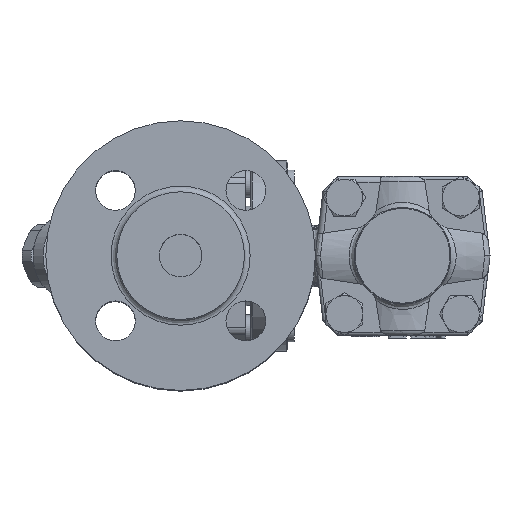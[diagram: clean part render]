
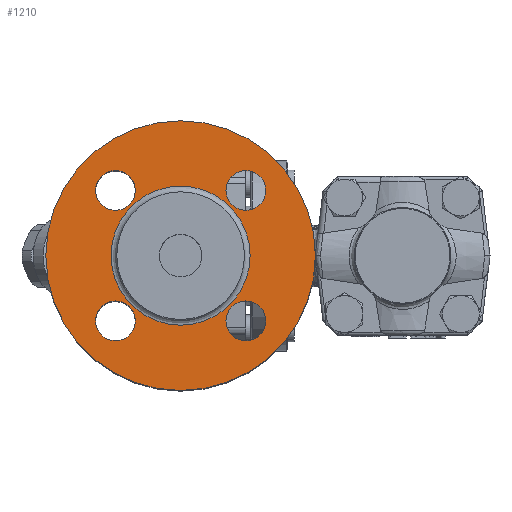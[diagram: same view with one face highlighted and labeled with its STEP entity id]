
A CAD part, top view. The second image highlights one B-rep face of the part: STEP entity #1210.
In plain terms, the highlighted planar face has unit normal (0, 0, 1).
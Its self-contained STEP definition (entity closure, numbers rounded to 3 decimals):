
#1064=CARTESIAN_POINT('',(-30.7,0.0,59.5));
#1065=VERTEX_POINT('',#1064);
#1066=CARTESIAN_POINT('',(-78.2,0.0,59.5));
#1067=DIRECTION('',(0.,0.0,1.0));
#1068=DIRECTION('',(1.0,0.0,0.));
#1069=AXIS2_PLACEMENT_3D('',#1066,#1067,#1068);
#1070=CIRCLE('',#1069,47.5);
#1071=EDGE_CURVE('',#1065,#1065,#1070,.T.);
#1132=CARTESIAN_POINT('',(-53.7,0.0,59.5));
#1133=VERTEX_POINT('',#1132);
#1134=CARTESIAN_POINT('',(-78.2,0.0,59.5));
#1135=DIRECTION('',(0.,0.0,1.0));
#1136=DIRECTION('',(-1.0,0.,0.));
#1137=AXIS2_PLACEMENT_3D('',#1134,#1135,#1136);
#1138=CIRCLE('',#1137,24.5);
#1139=EDGE_CURVE('',#1133,#1133,#1138,.T.);
#1155=CARTESIAN_POINT('',(-43.2,0.0,59.5));
#1156=DIRECTION('',(0.,0.0,1.0));
#1157=DIRECTION('',(1.0,0.0,0.));
#1158=AXIS2_PLACEMENT_3D('',#1155,#1156,#1157);
#1159=PLANE('',#1158);
#1160=ORIENTED_EDGE('',*,*,#1071,.T.);
#1161=EDGE_LOOP('',(#1160));
#1162=FACE_OUTER_BOUND('',#1161,.T.);
#1163=CARTESIAN_POINT('',(-48.219,22.981,59.5));
#1164=VERTEX_POINT('',#1163);
#1165=CARTESIAN_POINT('',(-55.219,22.981,59.5));
#1166=DIRECTION('',(0.,0.0,-1.0));
#1167=DIRECTION('',(1.0,0.0,0.));
#1168=AXIS2_PLACEMENT_3D('',#1165,#1166,#1167);
#1169=CIRCLE('',#1168,7.);
#1170=EDGE_CURVE('',#1164,#1164,#1169,.T.);
#1171=ORIENTED_EDGE('',*,*,#1170,.T.);
#1172=EDGE_LOOP('',(#1171));
#1173=FACE_BOUND('',#1172,.T.);
#1174=CARTESIAN_POINT('',(-101.181,29.981,59.5));
#1175=VERTEX_POINT('',#1174);
#1176=CARTESIAN_POINT('',(-101.181,22.981,59.5));
#1177=DIRECTION('',(0.,0.,-1.0));
#1178=DIRECTION('',(0.,1.0,0.));
#1179=AXIS2_PLACEMENT_3D('',#1176,#1177,#1178);
#1180=CIRCLE('',#1179,7.);
#1181=EDGE_CURVE('',#1175,#1175,#1180,.T.);
#1182=ORIENTED_EDGE('',*,*,#1181,.T.);
#1183=EDGE_LOOP('',(#1182));
#1184=FACE_BOUND('',#1183,.T.);
#1185=CARTESIAN_POINT('',(-108.181,-22.981,59.5));
#1186=VERTEX_POINT('',#1185);
#1187=CARTESIAN_POINT('',(-101.181,-22.981,59.5));
#1188=DIRECTION('',(0.,0.,-1.0));
#1189=DIRECTION('',(-1.0,0.,0.));
#1190=AXIS2_PLACEMENT_3D('',#1187,#1188,#1189);
#1191=CIRCLE('',#1190,7.);
#1192=EDGE_CURVE('',#1186,#1186,#1191,.T.);
#1193=ORIENTED_EDGE('',*,*,#1192,.T.);
#1194=EDGE_LOOP('',(#1193));
#1195=FACE_BOUND('',#1194,.T.);
#1196=CARTESIAN_POINT('',(-55.219,-29.981,59.5));
#1197=VERTEX_POINT('',#1196);
#1198=CARTESIAN_POINT('',(-55.219,-22.981,59.5));
#1199=DIRECTION('',(0.,0.,-1.0));
#1200=DIRECTION('',(0.,-1.0,0.));
#1201=AXIS2_PLACEMENT_3D('',#1198,#1199,#1200);
#1202=CIRCLE('',#1201,7.);
#1203=EDGE_CURVE('',#1197,#1197,#1202,.T.);
#1204=ORIENTED_EDGE('',*,*,#1203,.T.);
#1205=EDGE_LOOP('',(#1204));
#1206=FACE_BOUND('',#1205,.T.);
#1207=ORIENTED_EDGE('',*,*,#1139,.F.);
#1208=EDGE_LOOP('',(#1207));
#1209=FACE_BOUND('',#1208,.T.);
#1210=ADVANCED_FACE('',(#1162,#1173,#1184,#1195,#1206,#1209),#1159,.T.);
